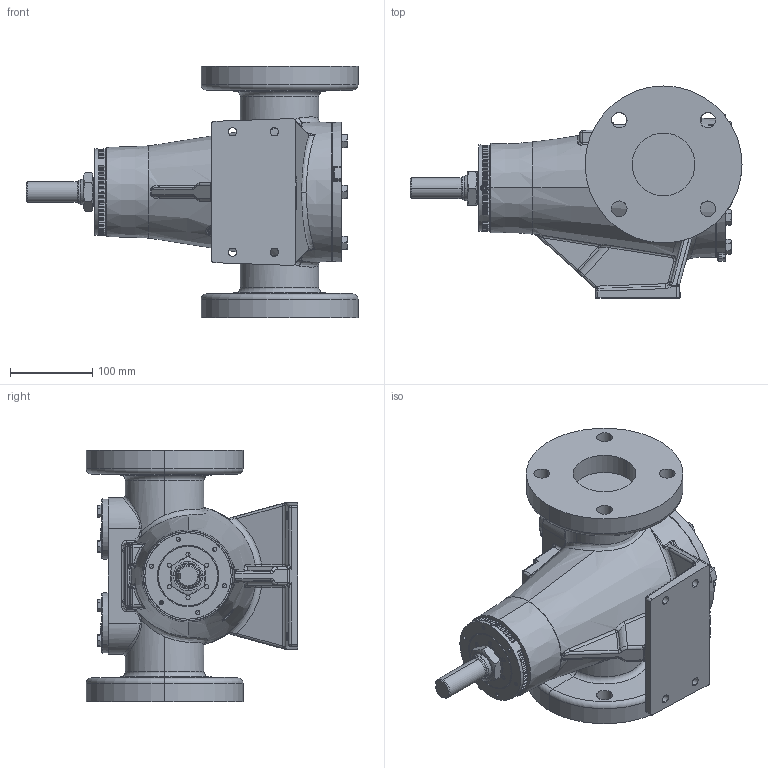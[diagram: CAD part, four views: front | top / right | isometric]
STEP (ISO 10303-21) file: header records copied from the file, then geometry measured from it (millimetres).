
FILE_DESCRIPTION (( 'STEP AP214' ), '1' );
FILE_NAME ('AV-951.STEP', '2019-05-24T16:50:01', ( '' ), ( '' ), 'SwSTEP 2.0', 'SolidWorks 2018', '' );
FILE_SCHEMA (( 'AUTOMOTIVE_DESIGN' ));
Length unit declared in the file: inch
Products named in the file (1): AV-951
Bounding box: 403.1 x 257.05 x 304.8 mm (x, y, z)
Volume: 7626435 mm3; surface area: 440245.9 mm2
Topology: 1 solids, 1 shells, 2249 faces, 5619 edges, 3560 vertices
Faces by surface type: plane 1151, cylinder 409, bspline 394, cone 213, torus 54, sphere 28
Entity records: 121002 total; most frequent: CARTESIAN_POINT 49917, ORIENTED_EDGE 11206, DIRECTION 9260, EDGE_CURVE 5603, VERTEX_POINT 3558, AXIS2_PLACEMENT_3D 3220, VECTOR 2820, LINE 2820
